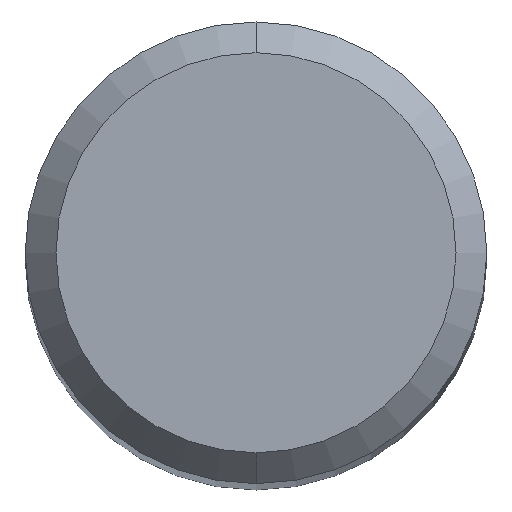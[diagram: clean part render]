
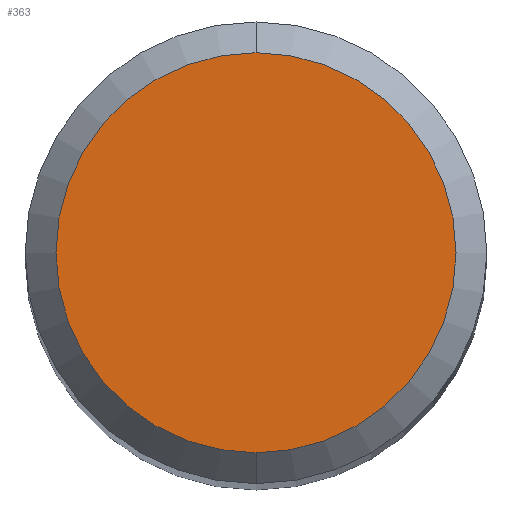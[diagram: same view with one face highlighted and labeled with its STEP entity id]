
A CAD part, top view. The second image highlights one B-rep face of the part: STEP entity #363.
In plain terms, the highlighted planar face has unit normal (0, 0, 1).
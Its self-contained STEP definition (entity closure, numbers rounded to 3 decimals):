
#279=VERTEX_POINT('',#598);
#283=EDGE_CURVE('',#361,#279,#602,.T.);
#361=VERTEX_POINT('',#688);
#363=ADVANCED_FACE('',(#690),#691,.T.);
#377=EDGE_CURVE('',#279,#361,#705,.T.);
#598=CARTESIAN_POINT('',(0.0,2.6,0.0));
#602=CIRCLE('',#1055,2.6);
#688=CARTESIAN_POINT('',(0.,-2.6,0.0));
#690=FACE_OUTER_BOUND('',#1235,.T.);
#691=PLANE('',#1236);
#705=CIRCLE('',#1287,2.6);
#1055=AXIS2_PLACEMENT_3D('',#1584,#1585,#1586);
#1235=EDGE_LOOP('',(#1683,#1684));
#1236=AXIS2_PLACEMENT_3D('',#1685,#1686,#1687);
#1287=AXIS2_PLACEMENT_3D('',#1697,#1698,#1699);
#1584=CARTESIAN_POINT('',(0.0,0.0,0.0));
#1585=DIRECTION('',(0.0,0.0,-1.0));
#1586=DIRECTION('',(0.0,1.0,0.0));
#1683=ORIENTED_EDGE('',*,*,#377,.F.);
#1684=ORIENTED_EDGE('',*,*,#283,.F.);
#1685=CARTESIAN_POINT('',(0.0,1.3,0.0));
#1686=DIRECTION('',(-0.0,0.0,1.0));
#1687=DIRECTION('',(0.0,-1.0,0.0));
#1697=CARTESIAN_POINT('',(0.0,0.0,0.0));
#1698=DIRECTION('',(0.0,0.0,-1.0));
#1699=DIRECTION('',(0.0,1.0,0.0));
